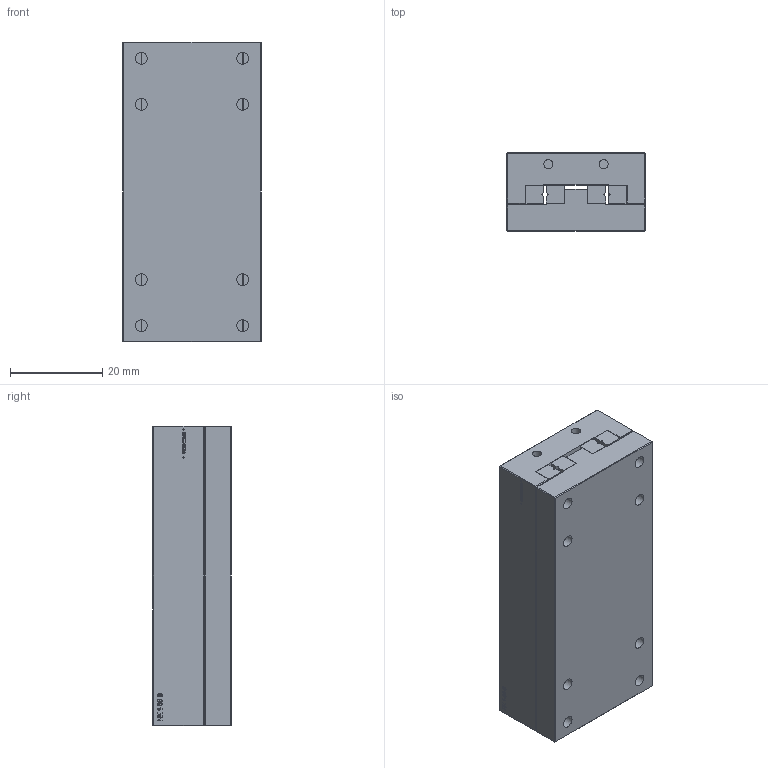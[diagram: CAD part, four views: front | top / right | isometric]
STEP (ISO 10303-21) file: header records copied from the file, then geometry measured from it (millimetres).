
FILE_DESCRIPTION(('FreeCAD Model'),'2;1');
FILE_NAME('NK 1-65 B.step', '2020-04-19T14:27:39',('Author'),(''), 'Open CASCADE STEP processor 6.8','FreeCAD','Unknown');
FILE_SCHEMA(('AUTOMOTIVE_DESIGN_CC2 { 1 2 10303 214 -1 1 5 4 }'));
Length unit declared in the file: millimetre
Products named in the file (3): ASSEMBLY; UT; OT
Assembly tree (2 placements, depth 2):
  ASSEMBLY
    UT
    OT
Bounding box: 30 x 17 x 65 mm (x, y, z)
Volume: 31468 mm3; surface area: 17013.1 mm2
Topology: 6 solids, 6 shells, 601 faces, 1600 edges, 1046 vertices
Faces by surface type: plane 313, extrusion 248, cylinder 30, cone 10
Full cylindrical faces by diameter (mm): 2 x14, 2.55 x8, 4.3 x8
Entity records: 39717 total; most frequent: CARTESIAN_POINT 8990, DIRECTION 4798, VECTOR 3890, LINE 3642, ORIENTED_EDGE 3204, PCURVE 3200, DEFINITIONAL_REPRESENTATION 3200, EDGE_CURVE 1600
